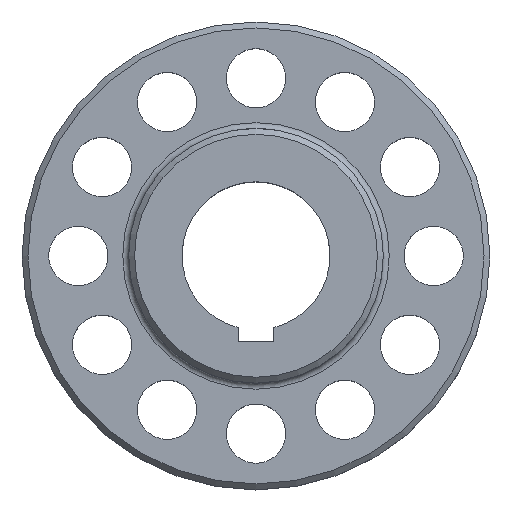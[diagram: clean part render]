
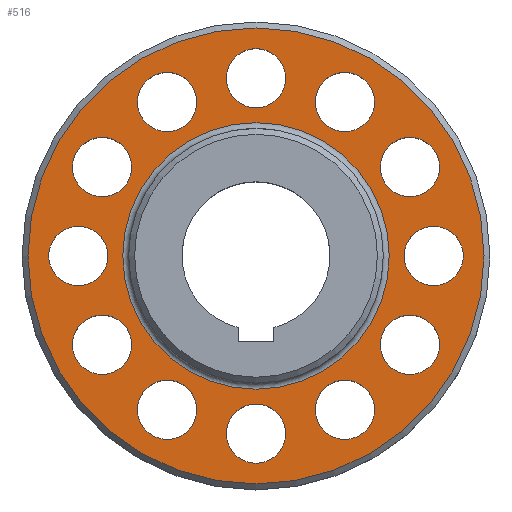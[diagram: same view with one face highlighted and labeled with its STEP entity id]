
A CAD part, top view. The second image highlights one B-rep face of the part: STEP entity #516.
In plain terms, the highlighted planar face has unit normal (0, 0, 1).
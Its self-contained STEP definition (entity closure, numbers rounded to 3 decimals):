
#15=PLANE('',#593);
#23=FACE_BOUND('',#177,.T.);
#24=FACE_BOUND('',#178,.T.);
#25=FACE_BOUND('',#179,.T.);
#26=FACE_BOUND('',#180,.T.);
#27=FACE_BOUND('',#181,.T.);
#28=FACE_BOUND('',#182,.T.);
#29=FACE_BOUND('',#183,.T.);
#30=FACE_BOUND('',#184,.T.);
#31=FACE_BOUND('',#185,.T.);
#32=FACE_BOUND('',#186,.T.);
#33=FACE_BOUND('',#187,.T.);
#34=FACE_BOUND('',#188,.T.);
#35=FACE_BOUND('',#189,.T.);
#148=FACE_OUTER_BOUND('',#176,.T.);
#176=EDGE_LOOP('',(#447));
#177=EDGE_LOOP('',(#448));
#178=EDGE_LOOP('',(#449));
#179=EDGE_LOOP('',(#450));
#180=EDGE_LOOP('',(#451));
#181=EDGE_LOOP('',(#452));
#182=EDGE_LOOP('',(#453));
#183=EDGE_LOOP('',(#454));
#184=EDGE_LOOP('',(#455));
#185=EDGE_LOOP('',(#456));
#186=EDGE_LOOP('',(#457));
#187=EDGE_LOOP('',(#458));
#188=EDGE_LOOP('',(#459));
#189=EDGE_LOOP('',(#460));
#212=CIRCLE('',#540,22.5);
#214=CIRCLE('',#543,38.5);
#221=CIRCLE('',#554,5.);
#223=CIRCLE('',#557,5.);
#225=CIRCLE('',#560,5.);
#227=CIRCLE('',#563,5.);
#229=CIRCLE('',#566,5.);
#231=CIRCLE('',#569,5.);
#233=CIRCLE('',#572,5.);
#235=CIRCLE('',#575,5.);
#237=CIRCLE('',#578,5.);
#239=CIRCLE('',#581,5.);
#241=CIRCLE('',#584,5.);
#243=CIRCLE('',#587,5.);
#248=VERTEX_POINT('',#761);
#250=VERTEX_POINT('',#767);
#260=VERTEX_POINT('',#863);
#262=VERTEX_POINT('',#869);
#264=VERTEX_POINT('',#875);
#266=VERTEX_POINT('',#881);
#268=VERTEX_POINT('',#887);
#270=VERTEX_POINT('',#893);
#272=VERTEX_POINT('',#899);
#274=VERTEX_POINT('',#905);
#276=VERTEX_POINT('',#911);
#278=VERTEX_POINT('',#917);
#280=VERTEX_POINT('',#923);
#282=VERTEX_POINT('',#929);
#294=EDGE_CURVE('',#248,#248,#212,.T.);
#297=EDGE_CURVE('',#250,#250,#214,.T.);
#311=EDGE_CURVE('',#260,#260,#221,.T.);
#314=EDGE_CURVE('',#262,#262,#223,.T.);
#317=EDGE_CURVE('',#264,#264,#225,.T.);
#320=EDGE_CURVE('',#266,#266,#227,.T.);
#323=EDGE_CURVE('',#268,#268,#229,.T.);
#326=EDGE_CURVE('',#270,#270,#231,.T.);
#329=EDGE_CURVE('',#272,#272,#233,.T.);
#332=EDGE_CURVE('',#274,#274,#235,.T.);
#335=EDGE_CURVE('',#276,#276,#237,.T.);
#338=EDGE_CURVE('',#278,#278,#239,.T.);
#341=EDGE_CURVE('',#280,#280,#241,.T.);
#344=EDGE_CURVE('',#282,#282,#243,.T.);
#447=ORIENTED_EDGE('',*,*,#297,.T.);
#448=ORIENTED_EDGE('',*,*,#311,.F.);
#449=ORIENTED_EDGE('',*,*,#314,.F.);
#450=ORIENTED_EDGE('',*,*,#317,.F.);
#451=ORIENTED_EDGE('',*,*,#320,.F.);
#452=ORIENTED_EDGE('',*,*,#323,.F.);
#453=ORIENTED_EDGE('',*,*,#326,.F.);
#454=ORIENTED_EDGE('',*,*,#329,.F.);
#455=ORIENTED_EDGE('',*,*,#332,.F.);
#456=ORIENTED_EDGE('',*,*,#335,.F.);
#457=ORIENTED_EDGE('',*,*,#338,.F.);
#458=ORIENTED_EDGE('',*,*,#341,.F.);
#459=ORIENTED_EDGE('',*,*,#344,.F.);
#460=ORIENTED_EDGE('',*,*,#294,.T.);
#516=ADVANCED_FACE('',(#148,#23,#24,#25,#26,#27,#28,#29,#30,#31,#32,#33,
#34,#35),#15,.T.);
#540=AXIS2_PLACEMENT_3D('',#763,#609,#610);
#543=AXIS2_PLACEMENT_3D('',#769,#616,#617);
#554=AXIS2_PLACEMENT_3D('',#865,#642,#643);
#557=AXIS2_PLACEMENT_3D('',#871,#649,#650);
#560=AXIS2_PLACEMENT_3D('',#877,#656,#657);
#563=AXIS2_PLACEMENT_3D('',#883,#663,#664);
#566=AXIS2_PLACEMENT_3D('',#889,#670,#671);
#569=AXIS2_PLACEMENT_3D('',#895,#677,#678);
#572=AXIS2_PLACEMENT_3D('',#901,#684,#685);
#575=AXIS2_PLACEMENT_3D('',#907,#691,#692);
#578=AXIS2_PLACEMENT_3D('',#913,#698,#699);
#581=AXIS2_PLACEMENT_3D('',#919,#705,#706);
#584=AXIS2_PLACEMENT_3D('',#925,#712,#713);
#587=AXIS2_PLACEMENT_3D('',#931,#719,#720);
#593=AXIS2_PLACEMENT_3D('',#945,#735,#736);
#609=DIRECTION('center_axis',(0.,0.,-1.));
#610=DIRECTION('ref_axis',(1.,0.,0.));
#616=DIRECTION('center_axis',(0.,0.,1.));
#617=DIRECTION('ref_axis',(1.,0.,0.));
#642=DIRECTION('center_axis',(0.,0.,1.));
#643=DIRECTION('ref_axis',(0.866,-0.5,0.));
#649=DIRECTION('center_axis',(0.,0.,1.));
#650=DIRECTION('ref_axis',(0.5,-0.866,0.));
#656=DIRECTION('center_axis',(0.,0.,1.));
#657=DIRECTION('ref_axis',(0.,-1.,0.));
#663=DIRECTION('center_axis',(0.,0.,1.));
#664=DIRECTION('ref_axis',(-0.5,-0.866,0.));
#670=DIRECTION('center_axis',(0.,0.,1.));
#671=DIRECTION('ref_axis',(-0.866,-0.5,0.));
#677=DIRECTION('center_axis',(0.,0.,1.));
#678=DIRECTION('ref_axis',(-1.,0.,0.));
#684=DIRECTION('center_axis',(0.,0.,1.));
#685=DIRECTION('ref_axis',(-0.866,0.5,0.));
#691=DIRECTION('center_axis',(0.,0.,1.));
#692=DIRECTION('ref_axis',(-0.5,0.866,0.));
#698=DIRECTION('center_axis',(0.,0.,1.));
#699=DIRECTION('ref_axis',(0.,1.,0.));
#705=DIRECTION('center_axis',(0.,0.,1.));
#706=DIRECTION('ref_axis',(0.5,0.866,0.));
#712=DIRECTION('center_axis',(0.,0.,1.));
#713=DIRECTION('ref_axis',(0.866,0.5,0.));
#719=DIRECTION('center_axis',(0.,0.,1.));
#720=DIRECTION('ref_axis',(1.,0.,0.));
#735=DIRECTION('center_axis',(0.,0.,1.));
#736=DIRECTION('ref_axis',(1.,0.,0.));
#761=CARTESIAN_POINT('',(-22.5,0.,12.));
#763=CARTESIAN_POINT('Origin',(0.,0.,12.));
#767=CARTESIAN_POINT('',(38.5,0.,12.));
#769=CARTESIAN_POINT('Origin',(0.,0.,12.));
#863=CARTESIAN_POINT('',(10.,25.981,12.));
#865=CARTESIAN_POINT('Origin',(15.,25.981,12.));
#869=CARTESIAN_POINT('',(20.981,15.,12.));
#871=CARTESIAN_POINT('Origin',(25.981,15.,12.));
#875=CARTESIAN_POINT('',(25.,0.,12.));
#877=CARTESIAN_POINT('Origin',(30.,0.,12.));
#881=CARTESIAN_POINT('',(20.981,-15.,12.));
#883=CARTESIAN_POINT('Origin',(25.981,-15.,12.));
#887=CARTESIAN_POINT('',(10.,-25.981,12.));
#889=CARTESIAN_POINT('Origin',(15.,-25.981,12.));
#893=CARTESIAN_POINT('',(-5.,-30.,12.));
#895=CARTESIAN_POINT('Origin',(0.,-30.,12.));
#899=CARTESIAN_POINT('',(-20.,-25.981,12.));
#901=CARTESIAN_POINT('Origin',(-15.,-25.981,12.));
#905=CARTESIAN_POINT('',(-30.981,-15.,12.));
#907=CARTESIAN_POINT('Origin',(-25.981,-15.,12.));
#911=CARTESIAN_POINT('',(-35.,0.,12.));
#913=CARTESIAN_POINT('Origin',(-30.,0.,12.));
#917=CARTESIAN_POINT('',(-30.981,15.,12.));
#919=CARTESIAN_POINT('Origin',(-25.981,15.,12.));
#923=CARTESIAN_POINT('',(-20.,25.981,12.));
#925=CARTESIAN_POINT('Origin',(-15.,25.981,12.));
#929=CARTESIAN_POINT('',(-5.,30.,12.));
#931=CARTESIAN_POINT('Origin',(0.,30.,12.));
#945=CARTESIAN_POINT('Origin',(0.,0.,12.));
